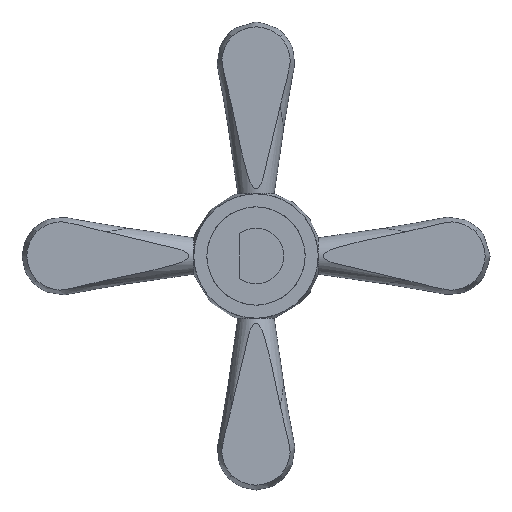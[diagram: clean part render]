
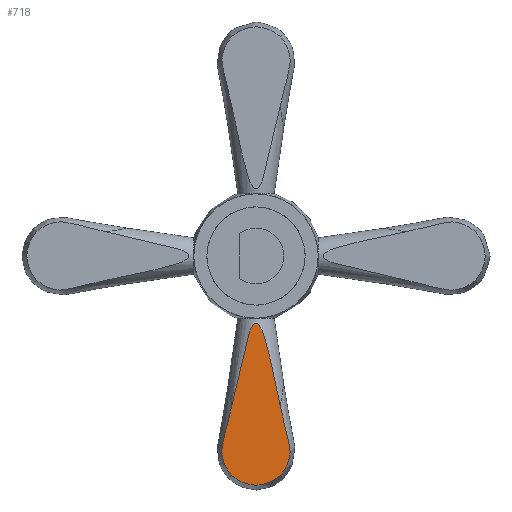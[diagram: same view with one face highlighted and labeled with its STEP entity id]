
A CAD part, front view. The second image highlights one B-rep face of the part: STEP entity #718.
In plain terms, the highlighted planar face has unit normal (0, -1, 0).
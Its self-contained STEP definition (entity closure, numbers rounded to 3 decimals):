
#31=PLANE('',#767);
#57=FACE_OUTER_BOUND('',#109,.T.);
#109=EDGE_LOOP('',(#531,#532,#533,#534));
#210=B_SPLINE_CURVE_WITH_KNOTS('',3,(#1842,#1843,#1844,#1845,#1846,#1847,
#1848,#1849,#1850,#1851,#1852,#1853,#1854,#1855,#1856,#1857,#1858,#1859,
#1860,#1861,#1862,#1863,#1864,#1865,#1866,#1867,#1868,#1869),
 .UNSPECIFIED.,.F.,.F.,(4,2,2,2,2,2,2,2,2,2,2,2,2,4),(-0.899,
-0.728,-0.632,-0.593,-0.569,
-0.56,-0.555,-0.549,-0.541,
-0.528,-0.504,-0.441,-0.292,
0.),.UNSPECIFIED.);
#215=B_SPLINE_CURVE_WITH_KNOTS('',3,(#1964,#1965,#1966,#1967,#1968,#1969,
#1970,#1971,#1972,#1973,#1974,#1975,#1976,#1977,#1978,#1979,#1980,#1981,
#1982,#1983,#1984,#1985,#1986,#1987,#1988,#1989,#1990,#1991,#1992,#1993,
#1994),.UNSPECIFIED.,.F.,.F.,(4,3,3,3,3,3,3,3,3,3,4),(-1.886,
-1.787,-1.62,-1.333,-0.935,
-0.809,-0.551,-0.331,-0.151,
-0.056,0.),.UNSPECIFIED.);
#216=B_SPLINE_CURVE_WITH_KNOTS('',3,(#1996,#1997,#1998,#1999,#2000,#2001,
#2002,#2003,#2004,#2005,#2006,#2007,#2008,#2009),.UNSPECIFIED.,.F.,.F.,
(4,2,2,2,2,2,4),(-0.543,-0.473,-0.448,
-0.345,-0.222,-0.104,0.),
 .UNSPECIFIED.);
#217=B_SPLINE_CURVE_WITH_KNOTS('',3,(#2010,#2011,#2012,#2013,#2014,#2015,
#2016,#2017,#2018,#2019),.UNSPECIFIED.,.F.,.F.,(4,2,2,2,4),(-0.459,
-0.325,-0.222,-0.104,0.),
 .UNSPECIFIED.);
#298=VERTEX_POINT('',#1840);
#299=VERTEX_POINT('',#1841);
#303=VERTEX_POINT('',#1963);
#304=VERTEX_POINT('',#1995);
#384=EDGE_CURVE('',#298,#299,#210,.T.);
#389=EDGE_CURVE('',#303,#298,#215,.T.);
#390=EDGE_CURVE('',#304,#303,#216,.T.);
#391=EDGE_CURVE('',#299,#304,#217,.T.);
#531=ORIENTED_EDGE('',*,*,#384,.F.);
#532=ORIENTED_EDGE('',*,*,#389,.F.);
#533=ORIENTED_EDGE('',*,*,#390,.F.);
#534=ORIENTED_EDGE('',*,*,#391,.F.);
#718=ADVANCED_FACE('',(#57),#31,.F.);
#767=AXIS2_PLACEMENT_3D('',#1962,#806,#807);
#806=DIRECTION('center_axis',(0.,1.,0.));
#807=DIRECTION('ref_axis',(0.,0.,1.));
#1840=CARTESIAN_POINT('',(-3.655,-3.041,-23.338));
#1841=CARTESIAN_POINT('',(1.923,-3.041,-23.338));
#1842=CARTESIAN_POINT('Ctrl Pts',(-3.655,-3.041,-23.338));
#1843=CARTESIAN_POINT('Ctrl Pts',(-3.372,-3.041,-22.094));
#1844=CARTESIAN_POINT('Ctrl Pts',(-3.037,-3.041,-20.338));
#1845=CARTESIAN_POINT('Ctrl Pts',(-2.491,-3.041,-17.823));
#1846=CARTESIAN_POINT('Ctrl Pts',(-2.233,-3.041,-16.704));
#1847=CARTESIAN_POINT('Ctrl Pts',(-1.851,-3.041,-15.427));
#1848=CARTESIAN_POINT('Ctrl Pts',(-1.715,-3.041,-15.013));
#1849=CARTESIAN_POINT('Ctrl Pts',(-1.47,-3.041,-14.441));
#1850=CARTESIAN_POINT('Ctrl Pts',(-1.36,-3.041,-14.219));
#1851=CARTESIAN_POINT('Ctrl Pts',(-1.19,-3.041,-13.991));
#1852=CARTESIAN_POINT('Ctrl Pts',(-1.132,-3.041,-13.925));
#1853=CARTESIAN_POINT('Ctrl Pts',(-1.033,-3.041,-13.85));
#1854=CARTESIAN_POINT('Ctrl Pts',(-0.994,-3.041,
-13.827));
#1855=CARTESIAN_POINT('Ctrl Pts',(-0.911,-3.041,
-13.8));
#1856=CARTESIAN_POINT('Ctrl Pts',(-0.877,-3.041,
-13.798));
#1857=CARTESIAN_POINT('Ctrl Pts',(-0.814,-3.041,
-13.801));
#1858=CARTESIAN_POINT('Ctrl Pts',(-0.776,-3.041,
-13.812));
#1859=CARTESIAN_POINT('Ctrl Pts',(-0.687,-3.041,-13.855));
#1860=CARTESIAN_POINT('Ctrl Pts',(-0.638,-3.041,-13.895));
#1861=CARTESIAN_POINT('Ctrl Pts',(-0.515,-3.041,
-14.018));
#1862=CARTESIAN_POINT('Ctrl Pts',(-0.443,-3.041,
-14.123));
#1863=CARTESIAN_POINT('Ctrl Pts',(-0.236,-3.041,
-14.473));
#1864=CARTESIAN_POINT('Ctrl Pts',(-0.1,-3.041,
-14.808));
#1865=CARTESIAN_POINT('Ctrl Pts',(0.291,-3.041,-15.916));
#1866=CARTESIAN_POINT('Ctrl Pts',(0.549,-3.041,-16.932));
#1867=CARTESIAN_POINT('Ctrl Pts',(1.191,-3.041,-19.729));
#1868=CARTESIAN_POINT('Ctrl Pts',(1.599,-3.041,-21.913));
#1869=CARTESIAN_POINT('Ctrl Pts',(1.923,-3.041,-23.338));
#1962=CARTESIAN_POINT('Origin',(-0.866,-3.041,-6.051));
#1963=CARTESIAN_POINT('',(-3.655,-3.041,-31.339));
#1964=CARTESIAN_POINT('Ctrl Pts',(-3.655,-3.041,-31.339));
#1965=CARTESIAN_POINT('Ctrl Pts',(-3.717,-3.041,-31.278));
#1966=CARTESIAN_POINT('Ctrl Pts',(-3.775,-3.041,-31.214));
#1967=CARTESIAN_POINT('Ctrl Pts',(-3.832,-3.041,-31.149));
#1968=CARTESIAN_POINT('Ctrl Pts',(-3.926,-3.041,-31.039));
#1969=CARTESIAN_POINT('Ctrl Pts',(-4.012,-3.041,-30.926));
#1970=CARTESIAN_POINT('Ctrl Pts',(-4.094,-3.041,-30.804));
#1971=CARTESIAN_POINT('Ctrl Pts',(-4.236,-3.041,-30.596));
#1972=CARTESIAN_POINT('Ctrl Pts',(-4.36,-3.041,-30.37));
#1973=CARTESIAN_POINT('Ctrl Pts',(-4.461,-3.041,-30.136));
#1974=CARTESIAN_POINT('Ctrl Pts',(-4.602,-3.041,-29.812));
#1975=CARTESIAN_POINT('Ctrl Pts',(-4.717,-3.041,-29.459));
#1976=CARTESIAN_POINT('Ctrl Pts',(-4.772,-3.041,-29.003));
#1977=CARTESIAN_POINT('Ctrl Pts',(-4.79,-3.041,-28.859));
#1978=CARTESIAN_POINT('Ctrl Pts',(-4.801,-3.041,-28.708));
#1979=CARTESIAN_POINT('Ctrl Pts',(-4.801,-3.041,-28.551));
#1980=CARTESIAN_POINT('Ctrl Pts',(-4.801,-3.041,-28.227));
#1981=CARTESIAN_POINT('Ctrl Pts',(-4.763,-3.041,-27.963));
#1982=CARTESIAN_POINT('Ctrl Pts',(-4.703,-3.041,-27.648));
#1983=CARTESIAN_POINT('Ctrl Pts',(-4.651,-3.041,-27.381));
#1984=CARTESIAN_POINT('Ctrl Pts',(-4.576,-3.041,-27.066));
#1985=CARTESIAN_POINT('Ctrl Pts',(-4.461,-3.041,-26.616));
#1986=CARTESIAN_POINT('Ctrl Pts',(-4.367,-3.041,-26.248));
#1987=CARTESIAN_POINT('Ctrl Pts',(-4.246,-3.041,-25.789));
#1988=CARTESIAN_POINT('Ctrl Pts',(-4.094,-3.041,-25.188));
#1989=CARTESIAN_POINT('Ctrl Pts',(-4.014,-3.041,-24.87));
#1990=CARTESIAN_POINT('Ctrl Pts',(-3.927,-3.041,-24.511));
#1991=CARTESIAN_POINT('Ctrl Pts',(-3.832,-3.041,-24.105));
#1992=CARTESIAN_POINT('Ctrl Pts',(-3.776,-3.041,-23.866));
#1993=CARTESIAN_POINT('Ctrl Pts',(-3.717,-3.041,-23.611));
#1994=CARTESIAN_POINT('Ctrl Pts',(-3.655,-3.041,-23.338));
#1995=CARTESIAN_POINT('',(1.923,-3.041,-31.339));
#1996=CARTESIAN_POINT('Ctrl Pts',(1.923,-3.041,-31.339));
#1997=CARTESIAN_POINT('Ctrl Pts',(1.778,-3.041,-31.484));
#1998=CARTESIAN_POINT('Ctrl Pts',(1.622,-3.041,-31.613));
#1999=CARTESIAN_POINT('Ctrl Pts',(1.4,-3.041,-31.771));
#2000=CARTESIAN_POINT('Ctrl Pts',(1.339,-3.041,-31.812));
#2001=CARTESIAN_POINT('Ctrl Pts',(1.019,-3.041,-32.015));
#2002=CARTESIAN_POINT('Ctrl Pts',(0.74,-3.041,-32.149));
#2003=CARTESIAN_POINT('Ctrl Pts',(0.108,-3.041,-32.374));
#2004=CARTESIAN_POINT('Ctrl Pts',(-0.364,-3.041,-32.491));
#2005=CARTESIAN_POINT('Ctrl Pts',(-1.429,-3.041,-32.479));
#2006=CARTESIAN_POINT('Ctrl Pts',(-1.954,-3.041,-32.359));
#2007=CARTESIAN_POINT('Ctrl Pts',(-2.852,-3.041,-31.975));
#2008=CARTESIAN_POINT('Ctrl Pts',(-3.288,-3.041,-31.707));
#2009=CARTESIAN_POINT('Ctrl Pts',(-3.655,-3.041,-31.339));
#2010=CARTESIAN_POINT('Ctrl Pts',(1.923,-3.041,-23.338));
#2011=CARTESIAN_POINT('Ctrl Pts',(2.441,-3.041,-25.621));
#2012=CARTESIAN_POINT('Ctrl Pts',(2.633,-3.041,-26.207));
#2013=CARTESIAN_POINT('Ctrl Pts',(2.992,-3.041,-27.683));
#2014=CARTESIAN_POINT('Ctrl Pts',(3.074,-3.041,-28.135));
#2015=CARTESIAN_POINT('Ctrl Pts',(3.062,-3.041,-29.113));
#2016=CARTESIAN_POINT('Ctrl Pts',(2.942,-3.041,-29.639));
#2017=CARTESIAN_POINT('Ctrl Pts',(2.558,-3.041,-30.537));
#2018=CARTESIAN_POINT('Ctrl Pts',(2.29,-3.041,-30.972));
#2019=CARTESIAN_POINT('Ctrl Pts',(1.923,-3.041,-31.339));
